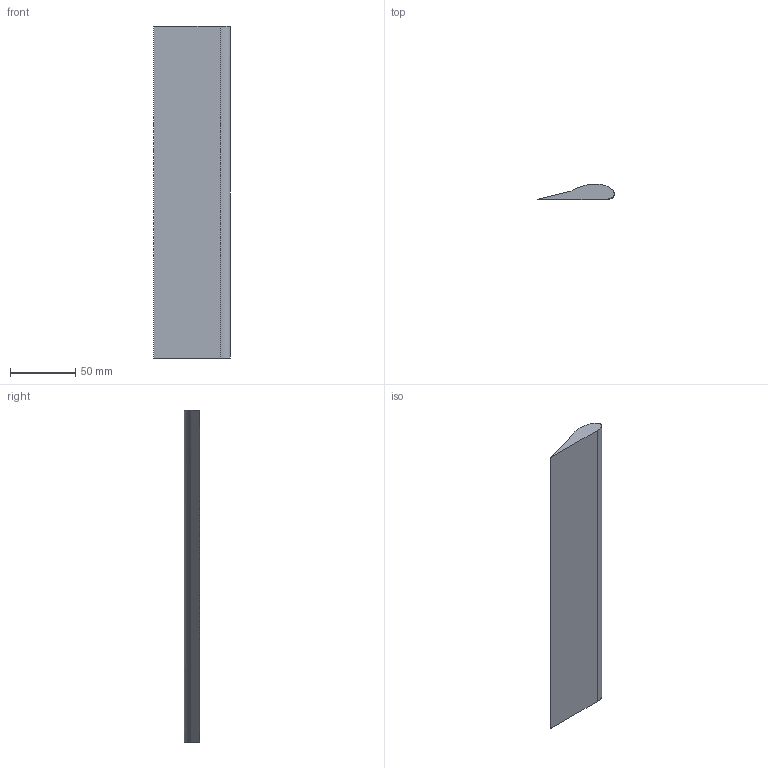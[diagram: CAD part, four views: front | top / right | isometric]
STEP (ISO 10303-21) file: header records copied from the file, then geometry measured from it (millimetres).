
FILE_DESCRIPTION(('CAx-IF Rec.Pracs.---Model Styling and Organization---1.2---2011-12-15','CAx-IF Rec.Pracs.---Geometric and Assembly Validation Properties---4.1---2014-06-16','CAx-IF Rec.Pracs.---PMI Polyline Presentation---2.0---2013-05-24'),'2;1');
FILE_NAME('wing.stp','2021-07-06T06:18:05+08:00',(''),(''),'STEP Interface 2018 Sp1 by CT CoreTechnologie','3D_Kernel_IO2018 Sp1 by CT CoreTechnologie','');
FILE_SCHEMA(('AUTOMOTIVE_DESIGN { 1 0 10303 214 1 1 1 1 }'));
Length unit declared in the file: millimetre
Products named in the file (3): step_export; step_export-1; step_export-2
Assembly tree (2 placements, depth 2):
  step_export
    step_export-1
    step_export-2
Bounding box: 58.55 x 11.73 x 254 mm (x, y, z)
Volume: 103109.6 mm3; surface area: 32705.7 mm2
Topology: 1 solids, 2 shells, 6 faces, 12 edges, 9 vertices
Faces by surface type: plane 3, bspline 3
Entity records: 842 total; most frequent: CARTESIAN_POINT 560, DIRECTION 21, ORIENTED_EDGE 21, PROPERTY_DEFINITION 20, EDGE_CURVE 12, REPRESENTATION 12, GENERAL_PROPERTY 12, PROPERTY_DEFINITION_REPRESENTATION 12
